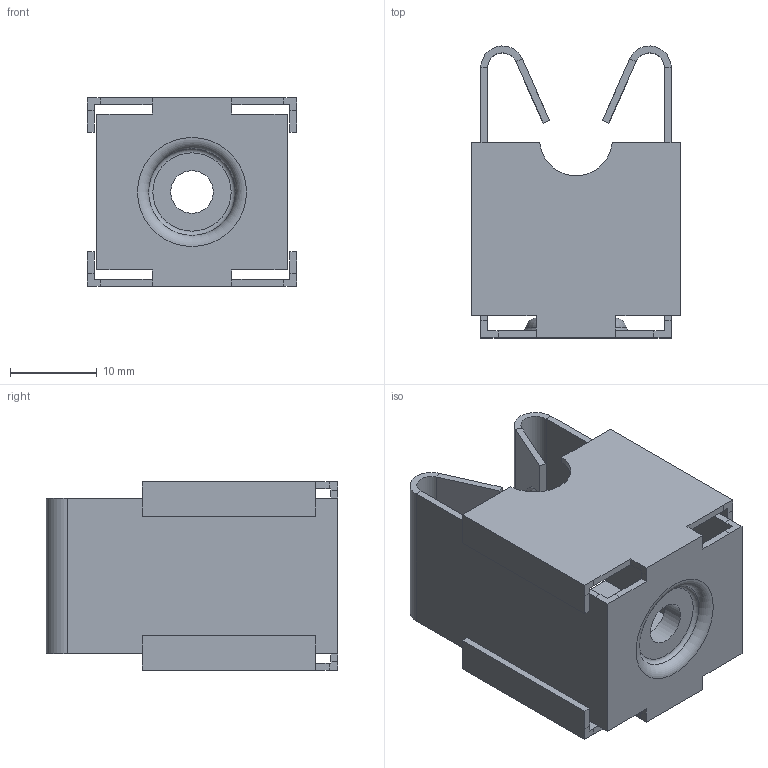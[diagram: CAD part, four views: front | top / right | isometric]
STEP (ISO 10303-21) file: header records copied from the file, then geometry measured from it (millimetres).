
FILE_DESCRIPTION (( 'STEP AP214' ), '1' );
FILE_NAME ('5207347.stp', '2023-04-11T09:16:34', ( '' ), ( '' ), 'SwSTEP 2.0', 'SolidWorks 2022', '' );
FILE_SCHEMA (( 'AUTOMOTIVE_DESIGN' ));
Length unit declared in the file: millimetre
Products named in the file (1): 5207347
Bounding box: 24.2 x 33.7 x 21.8 mm (x, y, z)
Volume: 2541.9 mm3; surface area: 6724.6 mm2
Topology: 1 solids, 1 shells, 104 faces, 280 edges, 181 vertices
Faces by surface type: plane 89, cylinder 10, torus 5
Full cylindrical faces by diameter (mm): 4.92 x1, 6.52 x1
Entity records: 3455 total; most frequent: CARTESIAN_POINT 555, ORIENTED_EDGE 542, DIRECTION 508, EDGE_CURVE 271, LINE 244, VECTOR 244, VERTEX_POINT 179, AXIS2_PLACEMENT_3D 132
